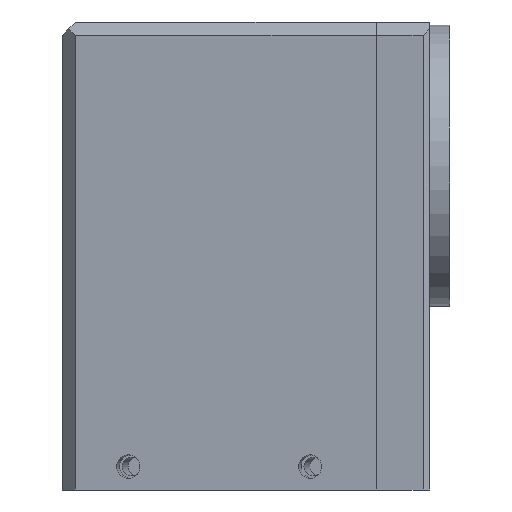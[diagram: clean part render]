
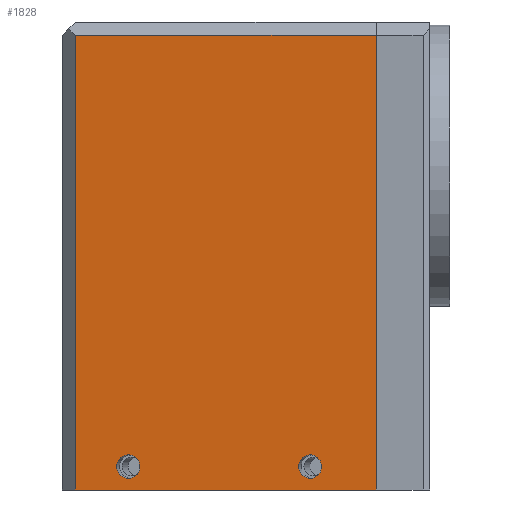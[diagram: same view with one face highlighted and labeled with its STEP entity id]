
A CAD part, left-side view. The second image highlights one B-rep face of the part: STEP entity #1828.
In plain terms, the highlighted planar face has unit normal (-0.991, 0.135, 0).
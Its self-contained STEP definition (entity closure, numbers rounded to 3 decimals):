
#47=CIRCLE('',#1973,1.75);
#49=CIRCLE('',#1976,1.75);
#134=FACE_BOUND('',#291,.T.);
#135=FACE_BOUND('',#292,.T.);
#181=FACE_OUTER_BOUND('',#290,.T.);
#290=EDGE_LOOP('',(#1340,#1341,#1342,#1343));
#291=EDGE_LOOP('',(#1344));
#292=EDGE_LOOP('',(#1345));
#397=LINE('',#2667,#598);
#407=LINE('',#2686,#608);
#420=LINE('',#2713,#621);
#427=LINE('',#2726,#628);
#598=VECTOR('',#2133,10.);
#608=VECTOR('',#2145,10.);
#621=VECTOR('',#2166,10.);
#628=VECTOR('',#2179,10.);
#799=VERTEX_POINT('',#2664);
#800=VERTEX_POINT('',#2666);
#808=VERTEX_POINT('',#2684);
#818=VERTEX_POINT('',#2712);
#828=VERTEX_POINT('',#2750);
#830=VERTEX_POINT('',#2756);
#968=EDGE_CURVE('',#799,#800,#397,.T.);
#978=EDGE_CURVE('',#808,#799,#407,.T.);
#991=EDGE_CURVE('',#800,#818,#420,.T.);
#998=EDGE_CURVE('',#818,#808,#427,.T.);
#1011=EDGE_CURVE('',#828,#828,#47,.T.);
#1014=EDGE_CURVE('',#830,#830,#49,.T.);
#1340=ORIENTED_EDGE('',*,*,#968,.F.);
#1341=ORIENTED_EDGE('',*,*,#978,.F.);
#1342=ORIENTED_EDGE('',*,*,#998,.F.);
#1343=ORIENTED_EDGE('',*,*,#991,.F.);
#1344=ORIENTED_EDGE('',*,*,#1014,.T.);
#1345=ORIENTED_EDGE('',*,*,#1011,.T.);
#1748=PLANE('',#1989);
#1828=ADVANCED_FACE('',(#181,#134,#135),#1748,.T.);
#1973=AXIS2_PLACEMENT_3D('',#2751,#2202,#2203);
#1976=AXIS2_PLACEMENT_3D('',#2757,#2209,#2210);
#1989=AXIS2_PLACEMENT_3D('',#2785,#2243,#2244);
#2133=DIRECTION('',(0.,0.,1.));
#2145=DIRECTION('',(0.135,0.991,0.));
#2166=DIRECTION('',(-0.135,-0.991,0.));
#2179=DIRECTION('',(0.,0.,-1.));
#2202=DIRECTION('center_axis',(0.991,-0.135,0.));
#2203=DIRECTION('ref_axis',(-0.135,-0.991,0.));
#2209=DIRECTION('center_axis',(0.991,-0.135,0.));
#2210=DIRECTION('ref_axis',(-0.135,-0.991,0.));
#2243=DIRECTION('center_axis',(-0.991,0.135,0.));
#2244=DIRECTION('ref_axis',(-0.135,-0.991,0.));
#2664=CARTESIAN_POINT('',(-15.27,25.518,0.));
#2666=CARTESIAN_POINT('',(-15.27,25.518,68.));
#2667=CARTESIAN_POINT('',(-15.27,25.518,0.));
#2684=CARTESIAN_POINT('',(-21.409,-19.5,0.));
#2686=CARTESIAN_POINT('',(-22.5,-27.5,0.));
#2712=CARTESIAN_POINT('',(-21.409,-19.5,68.));
#2713=CARTESIAN_POINT('',(-16.704,15.005,68.));
#2726=CARTESIAN_POINT('',(-21.409,-19.5,17.5));
#2750=CARTESIAN_POINT('',(-16.115,19.326,3.5));
#2751=CARTESIAN_POINT('Origin',(-16.351,17.592,3.5));
#2756=CARTESIAN_POINT('',(-19.822,-7.858,3.5));
#2757=CARTESIAN_POINT('Origin',(-20.058,-9.592,3.5));
#2785=CARTESIAN_POINT('Origin',(-15.,27.5,0.));
